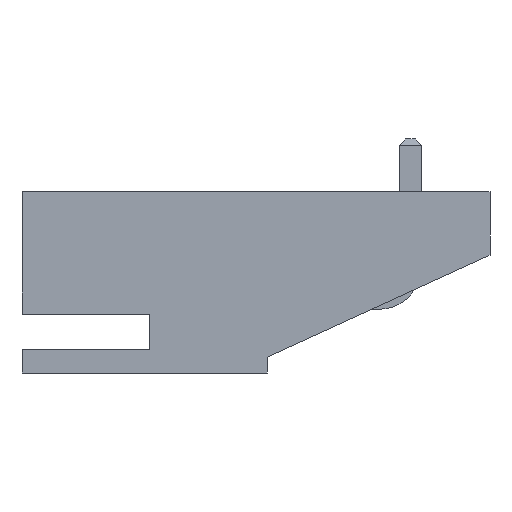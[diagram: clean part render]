
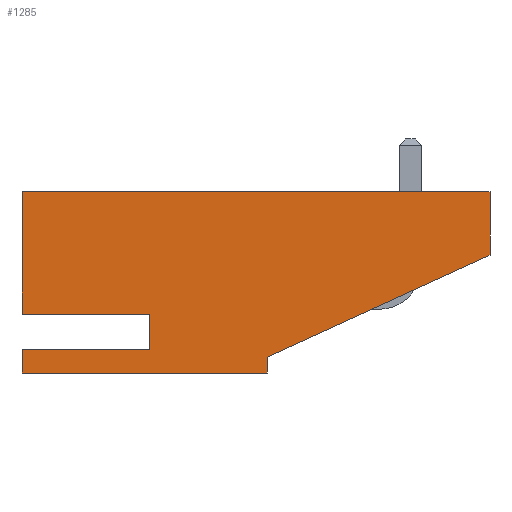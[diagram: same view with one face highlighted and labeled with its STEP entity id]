
A CAD part, left-side view. The second image highlights one B-rep face of the part: STEP entity #1285.
In plain terms, the highlighted planar face has unit normal (-1, 0, 0).
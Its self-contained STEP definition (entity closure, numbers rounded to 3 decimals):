
#100 = FACE_OUTER_BOUND ( 'NONE', #989, .T. ) ;
#337 = LINE ( 'NONE', #670, #340 ) ;
#340 = VECTOR ( 'NONE', #671, 1000. ) ;
#343 = LINE ( 'NONE', #1710, #346 ) ;
#346 = VECTOR ( 'NONE', #1711, 1000. ) ;
#347 = LINE ( 'NONE', #1714, #350 ) ;
#349 = LINE ( 'NONE', #1716, #352 ) ;
#350 = VECTOR ( 'NONE', #1715, 1000. ) ;
#352 = VECTOR ( 'NONE', #1717, 1000. ) ;
#357 = LINE ( 'NONE', #1724, #360 ) ;
#360 = VECTOR ( 'NONE', #1725, 1000. ) ;
#478 = EDGE_CURVE ( 'NONE', #1973, #2020, #863, .T. ) ;
#481 = EDGE_CURVE ( 'NONE', #2018, #2020, #857, .T. ) ;
#484 = EDGE_CURVE ( 'NONE', #1956, #1973, #853, .T. ) ;
#488 = EDGE_CURVE ( 'NONE', #1956, #2166, #843, .T. ) ;
#490 = EDGE_CURVE ( 'NONE', #2170, #1974, #851, .T. ) ;
#518 = CARTESIAN_POINT ( 'NONE',  ( -5., -7., 0.85 ) ) ;
#522 = CARTESIAN_POINT ( 'NONE',  ( -5., 3.7, -2.1 ) ) ;
#523 = CARTESIAN_POINT ( 'NONE',  ( -5., 0., -2.35 ) ) ;
#526 = CARTESIAN_POINT ( 'NONE',  ( -5., 7.7, -1. ) ) ;
#528 = CARTESIAN_POINT ( 'NONE',  ( -5., 7.7, 2.85 ) ) ;
#529 = CARTESIAN_POINT ( 'NONE',  ( -5., 0., -2.85 ) ) ;
#532 = CARTESIAN_POINT ( 'NONE',  ( -5., -7., 2.85 ) ) ;
#560 = CARTESIAN_POINT ( 'NONE',  ( -5., 3.7, -1. ) ) ;
#561 = CARTESIAN_POINT ( 'NONE',  ( -5., 7.7, -2.1 ) ) ;
#564 = CARTESIAN_POINT ( 'NONE',  ( -5., 7.7, -2.85 ) ) ;
#670 = CARTESIAN_POINT ( 'NONE',  ( -5., 0., 2.85 ) ) ;
#671 = DIRECTION ( 'NONE',  ( 0., 0., 1. ) ) ;
#834 = VECTOR ( 'NONE', #1927, 1000. ) ;
#843 = LINE ( 'NONE', #3237, #846 ) ;
#846 = VECTOR ( 'NONE', #3236, 1000. ) ;
#848 = VECTOR ( 'NONE', #3244, 1000. ) ;
#851 = LINE ( 'NONE', #3241, #834 ) ;
#853 = LINE ( 'NONE', #3250, #848 ) ;
#857 = LINE ( 'NONE', #3251, #860 ) ;
#860 = VECTOR ( 'NONE', #3249, 1000. ) ;
#863 = LINE ( 'NONE', #3257, #864 ) ;
#864 = VECTOR ( 'NONE', #3259, 1000. ) ;
#989 = EDGE_LOOP ( 'NONE', ( #1353, #1315, #1371, #1351, #1380, #1312, #1309, #1397, #1354, #1405 ) ) ;
#1285 = ADVANCED_FACE ( 'NONE', ( #100 ), #1912, .F. ) ;
#1309 = ORIENTED_EDGE ( 'NONE', *, *, #481, .T. ) ;
#1312 = ORIENTED_EDGE ( 'NONE', *, *, #2638, .T. ) ;
#1315 = ORIENTED_EDGE ( 'NONE', *, *, #2640, .T. ) ;
#1351 = ORIENTED_EDGE ( 'NONE', *, *, #490, .T. ) ;
#1353 = ORIENTED_EDGE ( 'NONE', *, *, #2641, .T. ) ;
#1354 = ORIENTED_EDGE ( 'NONE', *, *, #484, .F. ) ;
#1371 = ORIENTED_EDGE ( 'NONE', *, *, #2645, .F. ) ;
#1380 = ORIENTED_EDGE ( 'NONE', *, *, #2635, .T. ) ;
#1397 = ORIENTED_EDGE ( 'NONE', *, *, #478, .F. ) ;
#1405 = ORIENTED_EDGE ( 'NONE', *, *, #488, .T. ) ;
#1661 = AXIS2_PLACEMENT_3D ( 'NONE', #1905, #1914, #1915 ) ;
#1710 = CARTESIAN_POINT ( 'NONE',  ( -5., 0., -2.35 ) ) ;
#1711 = DIRECTION ( 'NONE',  ( 0., -0.909, 0.416 ) ) ;
#1714 = CARTESIAN_POINT ( 'NONE',  ( -5., 7.7, -2.1 ) ) ;
#1715 = DIRECTION ( 'NONE',  ( 0., 1., 0. ) ) ;
#1716 = CARTESIAN_POINT ( 'NONE',  ( -5., 3.7, 2.85 ) ) ;
#1717 = DIRECTION ( 'NONE',  ( 0., 0., -1. ) ) ;
#1724 = CARTESIAN_POINT ( 'NONE',  ( -5., 7.7, 2.85 ) ) ;
#1725 = DIRECTION ( 'NONE',  ( 0., 0., 1. ) ) ;
#1905 = CARTESIAN_POINT ( 'NONE',  ( -5., 7.7, 2.85 ) ) ;
#1912 = PLANE ( 'NONE',  #1661 ) ;
#1914 = DIRECTION ( 'NONE',  ( 1., 0., 0. ) ) ;
#1915 = DIRECTION ( 'NONE',  ( 0., 0., -1. ) ) ;
#1927 = DIRECTION ( 'NONE',  ( 0., -1., 0. ) ) ;
#1934 = VERTEX_POINT ( 'NONE', #523 ) ;
#1956 = VERTEX_POINT ( 'NONE', #526 ) ;
#1961 = VERTEX_POINT ( 'NONE', #522 ) ;
#1973 = VERTEX_POINT ( 'NONE', #528 ) ;
#1974 = VERTEX_POINT ( 'NONE', #529 ) ;
#2018 = VERTEX_POINT ( 'NONE', #518 ) ;
#2020 = VERTEX_POINT ( 'NONE', #532 ) ;
#2166 = VERTEX_POINT ( 'NONE', #560 ) ;
#2167 = VERTEX_POINT ( 'NONE', #561 ) ;
#2170 = VERTEX_POINT ( 'NONE', #564 ) ;
#2635 = EDGE_CURVE ( 'NONE', #1974, #1934, #337, .T. ) ;
#2638 = EDGE_CURVE ( 'NONE', #1934, #2018, #343, .T. ) ;
#2640 = EDGE_CURVE ( 'NONE', #1961, #2167, #347, .T. ) ;
#2641 = EDGE_CURVE ( 'NONE', #2166, #1961, #349, .T. ) ;
#2645 = EDGE_CURVE ( 'NONE', #2170, #2167, #357, .T. ) ;
#3236 = DIRECTION ( 'NONE',  ( 0., -1., 0. ) ) ;
#3237 = CARTESIAN_POINT ( 'NONE',  ( -5., 7.7, -1. ) ) ;
#3241 = CARTESIAN_POINT ( 'NONE',  ( -5., 7.7, -2.85 ) ) ;
#3244 = DIRECTION ( 'NONE',  ( 0., 0., 1. ) ) ;
#3249 = DIRECTION ( 'NONE',  ( 0., 0., 1. ) ) ;
#3250 = CARTESIAN_POINT ( 'NONE',  ( -5., 7.7, 2.85 ) ) ;
#3251 = CARTESIAN_POINT ( 'NONE',  ( -5., -7., 0.85 ) ) ;
#3257 = CARTESIAN_POINT ( 'NONE',  ( -5., 7.7, 2.85 ) ) ;
#3259 = DIRECTION ( 'NONE',  ( 0., -1., 0. ) ) ;
